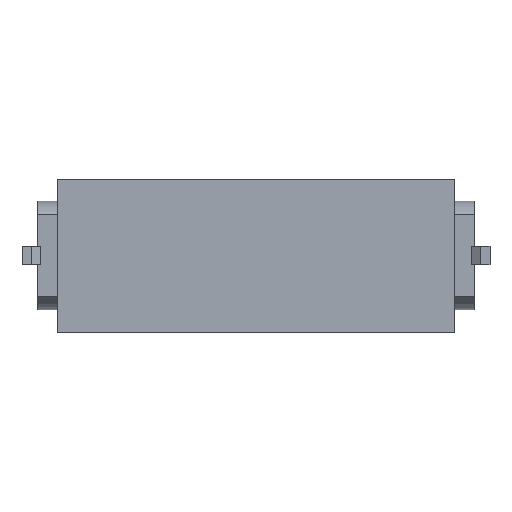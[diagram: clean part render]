
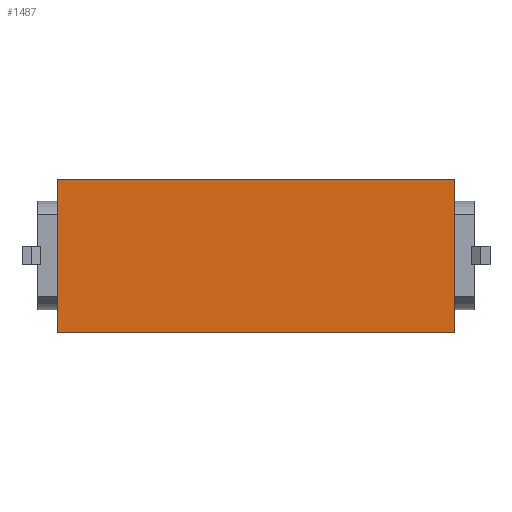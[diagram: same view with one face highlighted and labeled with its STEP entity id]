
A CAD part, front view. The second image highlights one B-rep face of the part: STEP entity #1487.
In plain terms, the highlighted planar face has unit normal (0, -1, 0).
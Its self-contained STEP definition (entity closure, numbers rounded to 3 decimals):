
#81 = VERTEX_POINT ( 'NONE', #531 ) ;
#138 = DIRECTION ( 'NONE',  ( -1., 0., 0. ) ) ;
#232 = VERTEX_POINT ( 'NONE', #1374 ) ;
#240 = CARTESIAN_POINT ( 'NONE',  ( 11., 0., -4.25 ) ) ;
#272 = EDGE_CURVE ( 'NONE', #1851, #2144, #1175, .T. ) ;
#369 = DIRECTION ( 'NONE',  ( 0., 1., 0. ) ) ;
#531 = CARTESIAN_POINT ( 'NONE',  ( 11., 0., 4.25 ) ) ;
#549 = CARTESIAN_POINT ( 'NONE',  ( -11., 0., 4.25 ) ) ;
#573 = PLANE ( 'NONE',  #1484 ) ;
#576 = ORIENTED_EDGE ( 'NONE', *, *, #1612, .F. ) ;
#834 = VECTOR ( 'NONE', #1232, 1000. ) ;
#928 = EDGE_CURVE ( 'NONE', #2144, #81, #2006, .T. ) ;
#939 = EDGE_LOOP ( 'NONE', ( #576, #1726, #1653, #1585 ) ) ;
#1026 = DIRECTION ( 'NONE',  ( 0., 0., 1. ) ) ;
#1073 = DIRECTION ( 'NONE',  ( 1., 0., 0. ) ) ;
#1085 = EDGE_CURVE ( 'NONE', #232, #1851, #1357, .T. ) ;
#1175 = LINE ( 'NONE', #1857, #1231 ) ;
#1231 = VECTOR ( 'NONE', #1026, 1000. ) ;
#1232 = DIRECTION ( 'NONE',  ( 0., 0., -1. ) ) ;
#1258 = DIRECTION ( 'NONE',  ( 0., 0., 1. ) ) ;
#1357 = LINE ( 'NONE', #1704, #2141 ) ;
#1374 = CARTESIAN_POINT ( 'NONE',  ( 11., 0., -4.25 ) ) ;
#1408 = CARTESIAN_POINT ( 'NONE',  ( 0., 0., 0. ) ) ;
#1484 = AXIS2_PLACEMENT_3D ( 'NONE', #1408, #369, #1258 ) ;
#1487 = ADVANCED_FACE ( 'NONE', ( #1901 ), #573, .F. ) ;
#1514 = CARTESIAN_POINT ( 'NONE',  ( -11., 0., 4.25 ) ) ;
#1520 = VECTOR ( 'NONE', #1073, 1000. ) ;
#1585 = ORIENTED_EDGE ( 'NONE', *, *, #1085, .F. ) ;
#1612 = EDGE_CURVE ( 'NONE', #81, #232, #1744, .T. ) ;
#1653 = ORIENTED_EDGE ( 'NONE', *, *, #272, .F. ) ;
#1702 = CARTESIAN_POINT ( 'NONE',  ( -11., 0., -4.25 ) ) ;
#1704 = CARTESIAN_POINT ( 'NONE',  ( -11., 0., -4.25 ) ) ;
#1726 = ORIENTED_EDGE ( 'NONE', *, *, #928, .F. ) ;
#1744 = LINE ( 'NONE', #240, #834 ) ;
#1851 = VERTEX_POINT ( 'NONE', #1702 ) ;
#1857 = CARTESIAN_POINT ( 'NONE',  ( -11., 0., -4.25 ) ) ;
#1901 = FACE_OUTER_BOUND ( 'NONE', #939, .T. ) ;
#2006 = LINE ( 'NONE', #549, #1520 ) ;
#2141 = VECTOR ( 'NONE', #138, 1000. ) ;
#2144 = VERTEX_POINT ( 'NONE', #1514 ) ;
